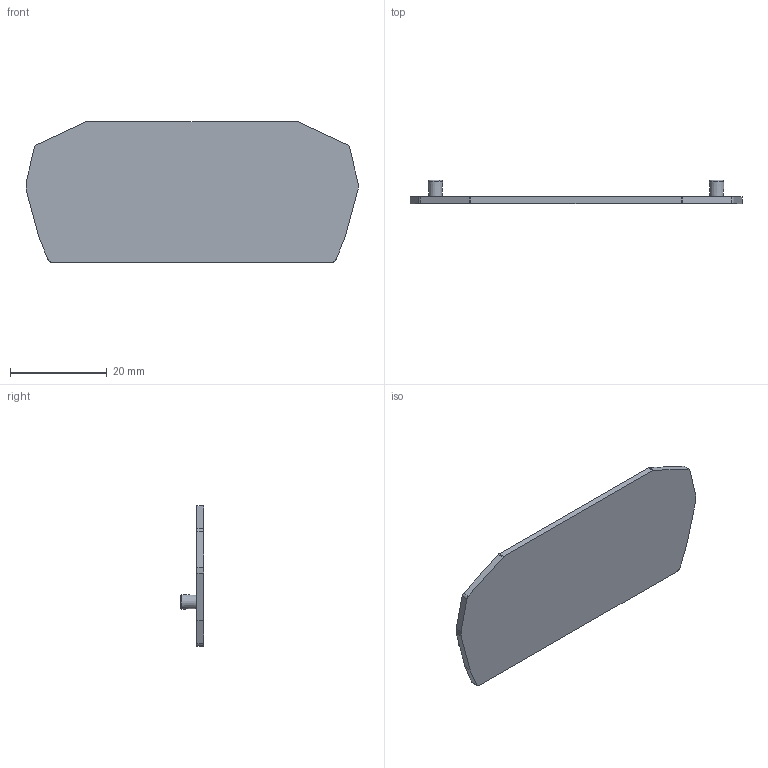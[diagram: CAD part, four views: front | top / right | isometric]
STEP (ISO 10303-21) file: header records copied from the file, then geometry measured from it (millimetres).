
FILE_DESCRIPTION(/* description */ ('Unknown'),/* implementation_level */ '2;1');
FILE_NAME(/* name */ 'D-BKF-2,5-AZ',/* time_stamp */ '2024-10-18T13:45:41-03:00',/* author */ ('Unknown'),/* organization */ ('Unknown'),/* preprocessor_version */ 'ST-DEVELOPER v16.7',/* originating_system */ 'Solid Edge',/* authorisation */ 'Unknown');
FILE_SCHEMA (('AUTOMOTIVE_DESIGN {1 0 10303 214 3 1 1}'));
Length unit declared in the file: millimetre
Products named in the file (1): D-BKF-2,5
Bounding box: 68.5 x 4.8 x 29 mm (x, y, z)
Volume: 2616.3 mm3; surface area: 3981.7 mm2
Topology: 1 solids, 1 shells, 26 faces, 66 edges, 44 vertices
Faces by surface type: plane 16, cylinder 6, cone 2, bspline 2
Entity records: 912 total; most frequent: CARTESIAN_POINT 273, DIRECTION 124, ORIENTED_EDGE 120, EDGE_CURVE 60, VERTEX_POINT 42, LINE 42, VECTOR 42, AXIS2_PLACEMENT_3D 41
